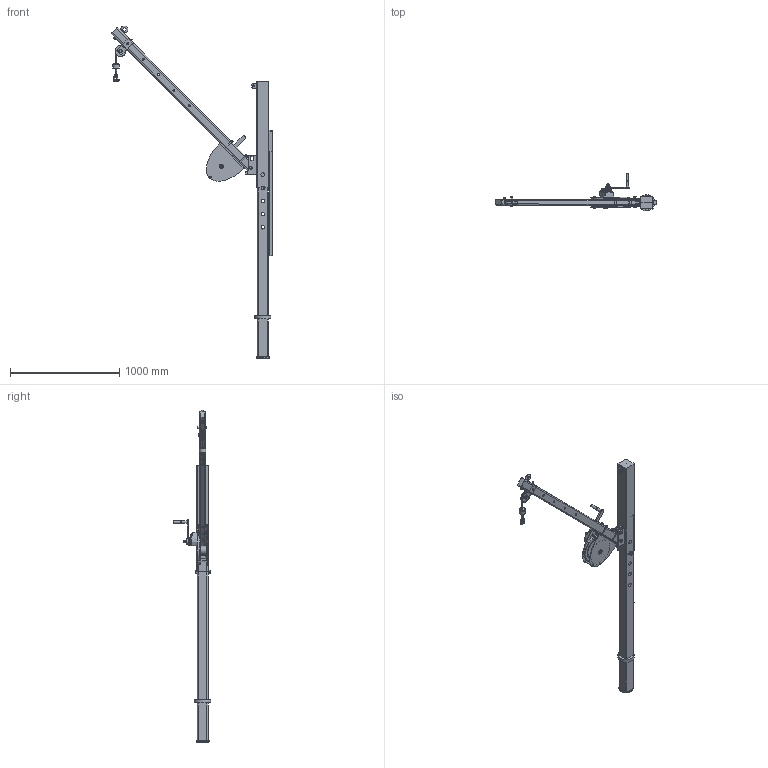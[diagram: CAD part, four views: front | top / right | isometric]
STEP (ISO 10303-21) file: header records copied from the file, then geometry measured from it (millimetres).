
FILE_DESCRIPTION(('STEP AP214'),'1');
FILE_NAME('PMH Haacon Svängkran DKV550-1300.stp','2014-01-17T13:15:53',(' '),(' '),'Spatial InterOp 3D',' ',' ');
FILE_SCHEMA(('automotive_design'));
Length unit declared in the file: millimetre
Products named in the file (10): PMH Haacon svangkran DKV550-1300; 9; 8; 7; 5; 4; 6; 3; 2; 1
Assembly tree (9 placements, depth 3):
  PMH Haacon svangkran DKV550-1300
    9
    8
    7
    5
    4
    6
      3
      2
      1
Bounding box: 1477.62 x 346.03 x 3040.79 mm (x, y, z)
Volume: 42374947.6 mm3; surface area: 2835194.1 mm2
Topology: 8 solids, 9 shells, 1371 faces, 3592 edges, 2336 vertices
Faces by surface type: cylinder 625, plane 481, cone 187, torus 59, bspline 13, sphere 3, extrusion 3
Full cylindrical faces by diameter (mm): 1.7 x2, 2.5 x2, 3.5 x2, 4.034 x1, 4.5 x1, 5 x6, 6 x7, 8 x3, 10 x6, 10.5 x5, 12 x4, 14 x5, 16 x11, 16.2 x3, 17 x3, 17.5 x5, 18 x1, 18.5 x1, 19 x1, 20 x4, 22 x2, 23 x1, 24 x2, 25 x5, 26.75 x1, 28 x4, 30 x5, 31 x1, 32 x4, 34 x3
Entity records: 71735 total; most frequent: CARTESIAN_POINT 27177, DIRECTION 7110, ORIENTED_EDGE 6720, EDGE_CURVE 3360, AXIS2_PLACEMENT_3D 2845, VERTEX_POINT 2300, EDGE_LOOP 1759, FACE_OUTER_BOUND 1510
